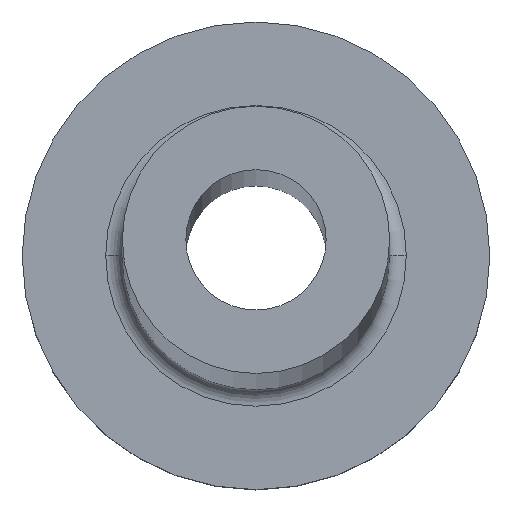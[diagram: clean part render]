
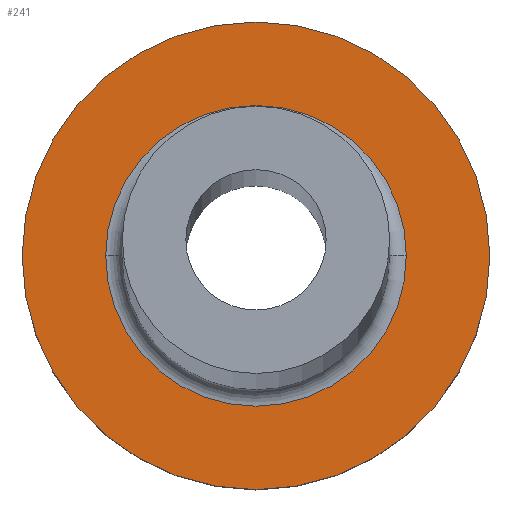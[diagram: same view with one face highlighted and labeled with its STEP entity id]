
A CAD part, top view. The second image highlights one B-rep face of the part: STEP entity #241.
In plain terms, the highlighted planar face has unit normal (0, 0, 1).
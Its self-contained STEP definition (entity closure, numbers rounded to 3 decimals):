
#2 = ORIENTED_EDGE ( 'NONE', *, *, #178, .T. ) ;
#4 = AXIS2_PLACEMENT_3D ( 'NONE', #151, #148, #204 ) ;
#7 = EDGE_LOOP ( 'NONE', ( #130, #2 ) ) ;
#22 = FACE_OUTER_BOUND ( 'NONE', #7, .T. ) ;
#55 = CARTESIAN_POINT ( 'NONE',  ( 0., 0., 5. ) ) ;
#65 = CIRCLE ( 'NONE', #201, 7. ) ;
#67 = ORIENTED_EDGE ( 'NONE', *, *, #229, .T. ) ;
#81 = DIRECTION ( 'NONE',  ( 1., 0., 0. ) ) ;
#109 = EDGE_CURVE ( 'NONE', #159, #222, #342, .T. ) ;
#113 = FACE_BOUND ( 'NONE', #193, .T. ) ;
#130 = ORIENTED_EDGE ( 'NONE', *, *, #109, .T. ) ;
#142 = DIRECTION ( 'NONE',  ( 0., 0., 1. ) ) ;
#148 = DIRECTION ( 'NONE',  ( 0., 0., 1. ) ) ;
#151 = CARTESIAN_POINT ( 'NONE',  ( 0., 0., 5. ) ) ;
#158 = DIRECTION ( 'NONE',  ( 0., 0., -1. ) ) ;
#159 = VERTEX_POINT ( 'NONE', #380 ) ;
#160 = CIRCLE ( 'NONE', #375, 4.5 ) ;
#162 = DIRECTION ( 'NONE',  ( 1., 0., 0. ) ) ;
#174 = CARTESIAN_POINT ( 'NONE',  ( -4.5, 0., 5. ) ) ;
#178 = EDGE_CURVE ( 'NONE', #222, #159, #65, .T. ) ;
#180 = DIRECTION ( 'NONE',  ( 1., 0., 0. ) ) ;
#187 = ORIENTED_EDGE ( 'NONE', *, *, #361, .T. ) ;
#188 = CARTESIAN_POINT ( 'NONE',  ( 4.5, 0., 5. ) ) ;
#193 = EDGE_LOOP ( 'NONE', ( #187, #67 ) ) ;
#201 = AXIS2_PLACEMENT_3D ( 'NONE', #55, #258, #81 ) ;
#204 = DIRECTION ( 'NONE',  ( 1., 0., 0. ) ) ;
#206 = CARTESIAN_POINT ( 'NONE',  ( 0., 0., 5. ) ) ;
#214 = CARTESIAN_POINT ( 'NONE',  ( 0., 0., 5. ) ) ;
#222 = VERTEX_POINT ( 'NONE', #260 ) ;
#229 = EDGE_CURVE ( 'NONE', #240, #333, #330, .T. ) ;
#240 = VERTEX_POINT ( 'NONE', #174 ) ;
#241 = ADVANCED_FACE ( 'NONE', ( #113, #22 ), #376, .T. ) ;
#258 = DIRECTION ( 'NONE',  ( 0., 0., 1. ) ) ;
#259 = AXIS2_PLACEMENT_3D ( 'NONE', #206, #262, #180 ) ;
#260 = CARTESIAN_POINT ( 'NONE',  ( 7., 0., 5. ) ) ;
#262 = DIRECTION ( 'NONE',  ( 0., 0., -1. ) ) ;
#284 = CARTESIAN_POINT ( 'NONE',  ( 0., 0., 5. ) ) ;
#312 = DIRECTION ( 'NONE',  ( 1., 0., 0. ) ) ;
#330 = CIRCLE ( 'NONE', #259, 4.5 ) ;
#333 = VERTEX_POINT ( 'NONE', #188 ) ;
#336 = AXIS2_PLACEMENT_3D ( 'NONE', #284, #142, #312 ) ;
#342 = CIRCLE ( 'NONE', #336, 7. ) ;
#361 = EDGE_CURVE ( 'NONE', #333, #240, #160, .T. ) ;
#375 = AXIS2_PLACEMENT_3D ( 'NONE', #214, #158, #162 ) ;
#376 = PLANE ( 'NONE',  #4 ) ;
#380 = CARTESIAN_POINT ( 'NONE',  ( -7., 0., 5. ) ) ;
